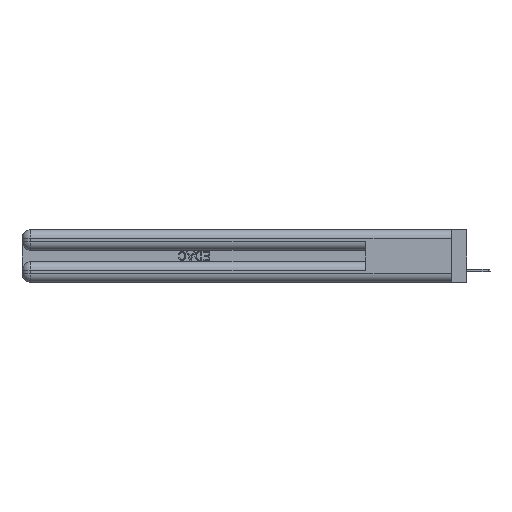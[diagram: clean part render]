
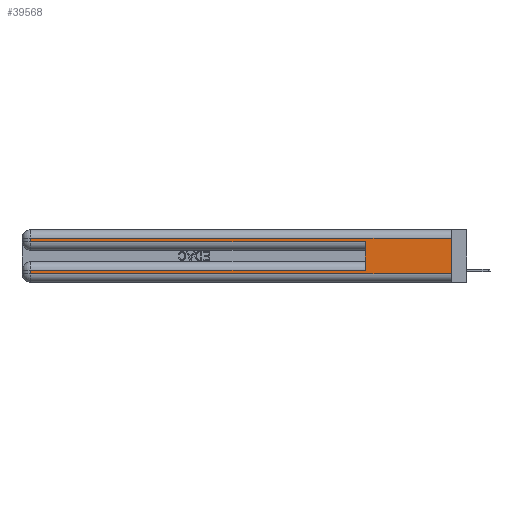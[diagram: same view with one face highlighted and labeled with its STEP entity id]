
A CAD part, left-side view. The second image highlights one B-rep face of the part: STEP entity #39568.
In plain terms, the highlighted planar face has unit normal (-1, 0, 0).
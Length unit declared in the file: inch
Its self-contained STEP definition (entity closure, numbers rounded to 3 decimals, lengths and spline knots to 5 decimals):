
#1541 = EDGE_CURVE ( 'NONE', #14644, #12536, #20709, .T. ) ;
#1665 = CARTESIAN_POINT ( 'NONE',  ( 0., 2.94, 0.06 ) ) ;
#1830 = VERTEX_POINT ( 'NONE', #30834 ) ;
#1863 = VECTOR ( 'NONE', #31703, 39.37008 ) ;
#1973 = DIRECTION ( 'NONE',  ( 0., 0., -1. ) ) ;
#1993 = DIRECTION ( 'NONE',  ( 0., -1., 0. ) ) ;
#2659 = ORIENTED_EDGE ( 'NONE', *, *, #10285, .F. ) ;
#4613 = EDGE_CURVE ( 'NONE', #1830, #26489, #23979, .T. ) ;
#5194 = EDGE_CURVE ( 'NONE', #12536, #33342, #7479, .T. ) ;
#5505 = CARTESIAN_POINT ( 'NONE',  ( 0., 0., 0.06 ) ) ;
#5613 = CARTESIAN_POINT ( 'NONE',  ( 0., 0., 0.085 ) ) ;
#5853 = CARTESIAN_POINT ( 'NONE',  ( 0., 2.94, 0.37 ) ) ;
#6778 = DIRECTION ( 'NONE',  ( 0., 0., 1. ) ) ;
#7164 = EDGE_LOOP ( 'NONE', ( #19050, #20033, #32923, #7283, #2659, #18220, #34993, #32322 ) ) ;
#7283 = ORIENTED_EDGE ( 'NONE', *, *, #16066, .T. ) ;
#7479 = LINE ( 'NONE', #5505, #8996 ) ;
#7683 = EDGE_CURVE ( 'NONE', #27112, #14644, #14195, .T. ) ;
#8996 = VECTOR ( 'NONE', #1993, 39.37008 ) ;
#9006 = CARTESIAN_POINT ( 'NONE',  ( 0., 0., 0.31 ) ) ;
#10145 = CARTESIAN_POINT ( 'NONE',  ( 0., 0., 0.06 ) ) ;
#10285 = EDGE_CURVE ( 'NONE', #27112, #12111, #31999, .T. ) ;
#10785 = EDGE_CURVE ( 'NONE', #26489, #35557, #28048, .T. ) ;
#12111 = VERTEX_POINT ( 'NONE', #23109 ) ;
#12527 = VECTOR ( 'NONE', #38449, 39.37008 ) ;
#12536 = VERTEX_POINT ( 'NONE', #1665 ) ;
#14068 = DIRECTION ( 'NONE',  ( 0., -1., 0. ) ) ;
#14195 = LINE ( 'NONE', #5613, #19635 ) ;
#14644 = VERTEX_POINT ( 'NONE', #41329 ) ;
#14833 = DIRECTION ( 'NONE',  ( 1., 0., 0. ) ) ;
#16066 = EDGE_CURVE ( 'NONE', #35557, #12111, #30352, .T. ) ;
#17250 = DIRECTION ( 'NONE',  ( 0., 0., -1. ) ) ;
#18220 = ORIENTED_EDGE ( 'NONE', *, *, #7683, .T. ) ;
#19050 = ORIENTED_EDGE ( 'NONE', *, *, #40809, .F. ) ;
#19635 = VECTOR ( 'NONE', #38686, 39.37008 ) ;
#20033 = ORIENTED_EDGE ( 'NONE', *, *, #4613, .T. ) ;
#20709 = LINE ( 'NONE', #5853, #39126 ) ;
#22546 = VECTOR ( 'NONE', #6778, 39.37008 ) ;
#22643 = CARTESIAN_POINT ( 'NONE',  ( 0., 0.6, 0.145 ) ) ;
#23109 = CARTESIAN_POINT ( 'NONE',  ( 0., 0.6, 0.285 ) ) ;
#23830 = LINE ( 'NONE', #34644, #1863 ) ;
#23979 = LINE ( 'NONE', #9006, #12527 ) ;
#24527 = VECTOR ( 'NONE', #17250, 39.37008 ) ;
#25437 = AXIS2_PLACEMENT_3D ( 'NONE', #40134, #14833, #1973 ) ;
#26489 = VERTEX_POINT ( 'NONE', #28218 ) ;
#26865 = CARTESIAN_POINT ( 'NONE',  ( 0., 2.94, 0.37 ) ) ;
#27112 = VERTEX_POINT ( 'NONE', #32069 ) ;
#28048 = LINE ( 'NONE', #26865, #24527 ) ;
#28218 = CARTESIAN_POINT ( 'NONE',  ( 0., 2.94, 0.31 ) ) ;
#30352 = LINE ( 'NONE', #36030, #33811 ) ;
#30834 = CARTESIAN_POINT ( 'NONE',  ( 0., 0., 0.31 ) ) ;
#30937 = FACE_OUTER_BOUND ( 'NONE', #7164, .T. ) ;
#31703 = DIRECTION ( 'NONE',  ( 0., 0., -1. ) ) ;
#31999 = LINE ( 'NONE', #22643, #22546 ) ;
#32069 = CARTESIAN_POINT ( 'NONE',  ( 0., 0.6, 0.085 ) ) ;
#32322 = ORIENTED_EDGE ( 'NONE', *, *, #5194, .T. ) ;
#32923 = ORIENTED_EDGE ( 'NONE', *, *, #10785, .T. ) ;
#33342 = VERTEX_POINT ( 'NONE', #10145 ) ;
#33811 = VECTOR ( 'NONE', #14068, 39.37008 ) ;
#33874 = PLANE ( 'NONE',  #25437 ) ;
#34644 = CARTESIAN_POINT ( 'NONE',  ( 0., 0., 0.37 ) ) ;
#34993 = ORIENTED_EDGE ( 'NONE', *, *, #1541, .T. ) ;
#35470 = CARTESIAN_POINT ( 'NONE',  ( 0., 2.94, 0.285 ) ) ;
#35557 = VERTEX_POINT ( 'NONE', #35470 ) ;
#36030 = CARTESIAN_POINT ( 'NONE',  ( 0., 0., 0.285 ) ) ;
#37585 = DIRECTION ( 'NONE',  ( 0., 0., -1. ) ) ;
#38449 = DIRECTION ( 'NONE',  ( 0., 1., 0. ) ) ;
#38686 = DIRECTION ( 'NONE',  ( 0., 1., 0. ) ) ;
#39126 = VECTOR ( 'NONE', #37585, 39.37008 ) ;
#39568 = ADVANCED_FACE ( 'NONE', ( #30937 ), #33874, .F. ) ;
#40134 = CARTESIAN_POINT ( 'NONE',  ( 0., 0., 0.37 ) ) ;
#40809 = EDGE_CURVE ( 'NONE', #1830, #33342, #23830, .T. ) ;
#41329 = CARTESIAN_POINT ( 'NONE',  ( 0., 2.94, 0.085 ) ) ;
